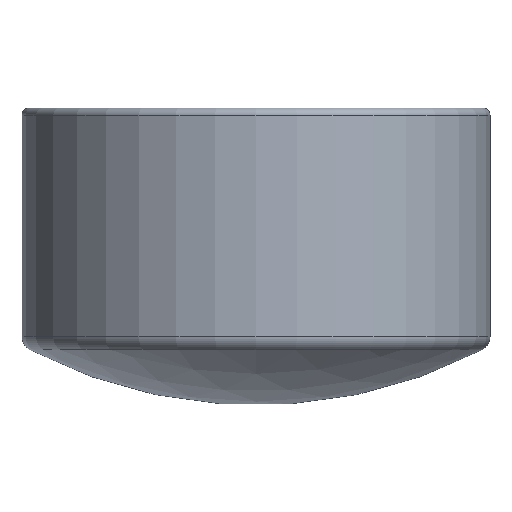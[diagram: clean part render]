
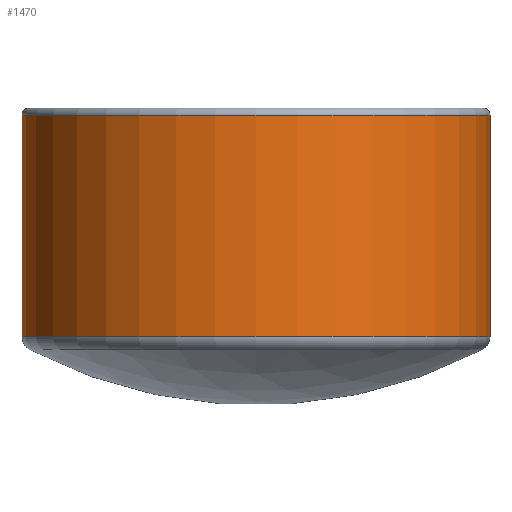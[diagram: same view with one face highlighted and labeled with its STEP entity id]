
A CAD part, front view. The second image highlights one B-rep face of the part: STEP entity #1470.
In plain terms, the highlighted cylindrical face has radius 15.75 mm (diameter 31.5 mm), a partial arc.
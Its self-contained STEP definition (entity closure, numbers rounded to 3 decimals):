
#21 = ORIENTED_EDGE ( 'NONE', *, *, #1763, .T. ) ;
#34 = DIRECTION ( 'NONE',  ( 0., 0., -1. ) ) ;
#46 = CIRCLE ( 'NONE', #130, 15.75 ) ;
#130 = AXIS2_PLACEMENT_3D ( 'NONE', #1501, #34, #578 ) ;
#167 = CARTESIAN_POINT ( 'NONE',  ( -15.75, 0., -0.5 ) ) ;
#231 = DIRECTION ( 'NONE',  ( 0., 0., 1. ) ) ;
#255 = AXIS2_PLACEMENT_3D ( 'NONE', #1289, #1430, #747 ) ;
#354 = VERTEX_POINT ( 'NONE', #429 ) ;
#429 = CARTESIAN_POINT ( 'NONE',  ( 15.75, 0., -15.399 ) ) ;
#499 = EDGE_LOOP ( 'NONE', ( #21, #1003, #1319, #1237 ) ) ;
#500 = CARTESIAN_POINT ( 'NONE',  ( 0., 0., -21. ) ) ;
#501 = EDGE_CURVE ( 'NONE', #354, #911, #901, .T. ) ;
#517 = CARTESIAN_POINT ( 'NONE',  ( -15.75, 0., -0.5 ) ) ;
#534 = VERTEX_POINT ( 'NONE', #736 ) ;
#578 = DIRECTION ( 'NONE',  ( 1., 0., 0. ) ) ;
#736 = CARTESIAN_POINT ( 'NONE',  ( 15.75, 0., -0.5 ) ) ;
#747 = DIRECTION ( 'NONE',  ( 1., 0., 0. ) ) ;
#773 = LINE ( 'NONE', #517, #1490 ) ;
#815 = EDGE_CURVE ( 'NONE', #534, #354, #1002, .T. ) ;
#818 = VERTEX_POINT ( 'NONE', #167 ) ;
#901 = CIRCLE ( 'NONE', #255, 15.75 ) ;
#911 = VERTEX_POINT ( 'NONE', #1351 ) ;
#955 = VECTOR ( 'NONE', #1288, 1000. ) ;
#1002 = LINE ( 'NONE', #1576, #955 ) ;
#1003 = ORIENTED_EDGE ( 'NONE', *, *, #501, .F. ) ;
#1043 = AXIS2_PLACEMENT_3D ( 'NONE', #500, #231, #1190 ) ;
#1190 = DIRECTION ( 'NONE',  ( -1., 0., 0. ) ) ;
#1196 = DIRECTION ( 'NONE',  ( 0., 0., -1. ) ) ;
#1237 = ORIENTED_EDGE ( 'NONE', *, *, #1389, .T. ) ;
#1288 = DIRECTION ( 'NONE',  ( 0., 0., -1. ) ) ;
#1289 = CARTESIAN_POINT ( 'NONE',  ( 0., 0., -15.399 ) ) ;
#1319 = ORIENTED_EDGE ( 'NONE', *, *, #815, .F. ) ;
#1348 = CYLINDRICAL_SURFACE ( 'NONE', #1043, 15.75 ) ;
#1351 = CARTESIAN_POINT ( 'NONE',  ( -15.75, 0., -15.399 ) ) ;
#1362 = FACE_OUTER_BOUND ( 'NONE', #499, .T. ) ;
#1389 = EDGE_CURVE ( 'NONE', #534, #818, #46, .T. ) ;
#1430 = DIRECTION ( 'NONE',  ( 0., 0., -1. ) ) ;
#1470 = ADVANCED_FACE ( 'NONE', ( #1362 ), #1348, .T. ) ;
#1490 = VECTOR ( 'NONE', #1196, 1000. ) ;
#1501 = CARTESIAN_POINT ( 'NONE',  ( 0., 0., -0.5 ) ) ;
#1576 = CARTESIAN_POINT ( 'NONE',  ( 15.75, 0., -0.5 ) ) ;
#1763 = EDGE_CURVE ( 'NONE', #818, #911, #773, .T. ) ;
